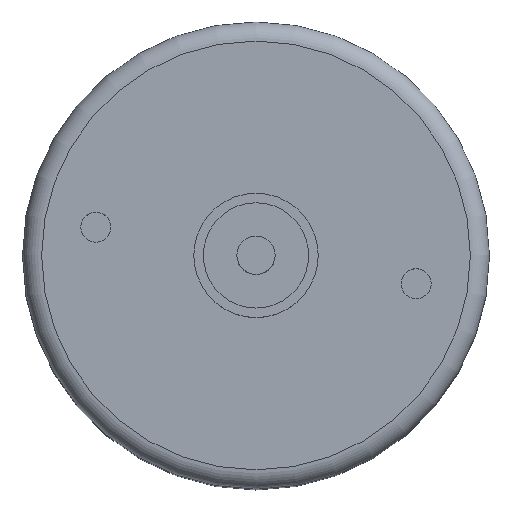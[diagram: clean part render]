
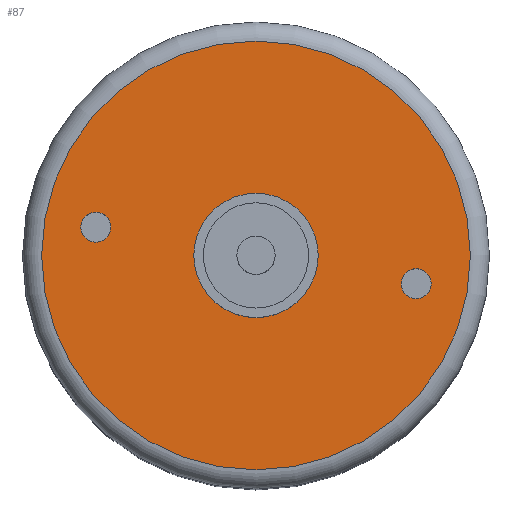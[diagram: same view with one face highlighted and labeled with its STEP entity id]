
A CAD part, top view. The second image highlights one B-rep face of the part: STEP entity #87.
In plain terms, the highlighted planar face has unit normal (0, 0, 1).
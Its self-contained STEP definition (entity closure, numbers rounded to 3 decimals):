
#87 = ADVANCED_FACE( '', ( #210, #211, #212, #213 ), #214, .T. );
#210 = FACE_BOUND( '', #393, .T. );
#211 = FACE_BOUND( '', #394, .T. );
#212 = FACE_OUTER_BOUND( '', #395, .T. );
#213 = FACE_BOUND( '', #396, .T. );
#214 = PLANE( '', #397 );
#393 = EDGE_LOOP( '', ( #572 ) );
#394 = EDGE_LOOP( '', ( #573 ) );
#395 = EDGE_LOOP( '', ( #574 ) );
#396 = EDGE_LOOP( '', ( #575 ) );
#397 = AXIS2_PLACEMENT_3D( '', #576, #577, #578 );
#572 = ORIENTED_EDGE( '', *, *, #915, .T. );
#573 = ORIENTED_EDGE( '', *, *, #916, .T. );
#574 = ORIENTED_EDGE( '', *, *, #917, .T. );
#575 = ORIENTED_EDGE( '', *, *, #918, .F. );
#576 = CARTESIAN_POINT( '', ( 3.25, 0., 32.5 ) );
#577 = DIRECTION( '', ( 0., 0., 1. ) );
#578 = DIRECTION( '', ( 1., 0., 0. ) );
#915 = EDGE_CURVE( '', #1054, #1054, #1055, .T. );
#916 = EDGE_CURVE( '', #1056, #1056, #1057, .T. );
#917 = EDGE_CURVE( '', #1058, #1058, #1059, .T. );
#918 = EDGE_CURVE( '', #1060, #1060, #1061, .T. );
#1054 = VERTEX_POINT( '', #1251 );
#1055 = CIRCLE( '', #1252, 0.784 );
#1056 = VERTEX_POINT( '', #1253 );
#1057 = CIRCLE( '', #1254, 0.784 );
#1058 = VERTEX_POINT( '', #1255 );
#1059 = CIRCLE( '', #1256, 11.2 );
#1060 = VERTEX_POINT( '', #1257 );
#1061 = CIRCLE( '', #1258, 3.25 );
#1251 = CARTESIAN_POINT( '', ( 8.371, -2.26, 32.5 ) );
#1252 = AXIS2_PLACEMENT_3D( '', #1474, #1475, #1476 );
#1253 = CARTESIAN_POINT( '', ( -8.371, 0.693, 32.5 ) );
#1254 = AXIS2_PLACEMENT_3D( '', #1477, #1478, #1479 );
#1255 = CARTESIAN_POINT( '', ( 11.2, 0., 32.5 ) );
#1256 = AXIS2_PLACEMENT_3D( '', #1480, #1481, #1482 );
#1257 = CARTESIAN_POINT( '', ( 3.25, 0., 32.5 ) );
#1258 = AXIS2_PLACEMENT_3D( '', #1483, #1484, #1485 );
#1474 = CARTESIAN_POINT( '', ( 8.371, -1.476, 32.5 ) );
#1475 = DIRECTION( '', ( 0., 0., -1. ) );
#1476 = DIRECTION( '', ( 0., -1., 0. ) );
#1477 = CARTESIAN_POINT( '', ( -8.371, 1.476, 32.5 ) );
#1478 = DIRECTION( '', ( 0., 0., -1. ) );
#1479 = DIRECTION( '', ( 0., -1., 0. ) );
#1480 = CARTESIAN_POINT( '', ( 0., 0., 32.5 ) );
#1481 = DIRECTION( '', ( 0., 0., 1. ) );
#1482 = DIRECTION( '', ( 1., 0., 0. ) );
#1483 = CARTESIAN_POINT( '', ( 0., 0., 32.5 ) );
#1484 = DIRECTION( '', ( 0., 0., 1. ) );
#1485 = DIRECTION( '', ( 1., 0., 0. ) );
